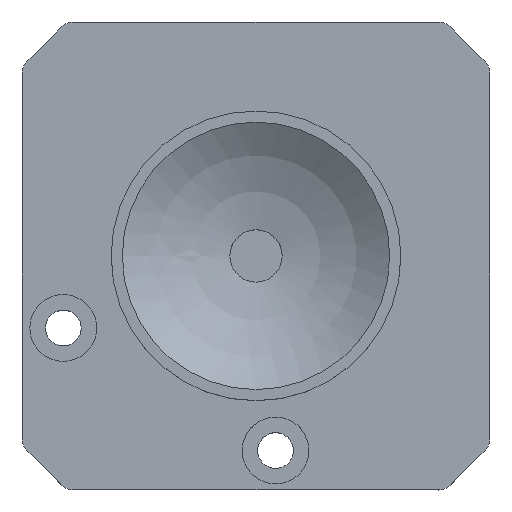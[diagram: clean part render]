
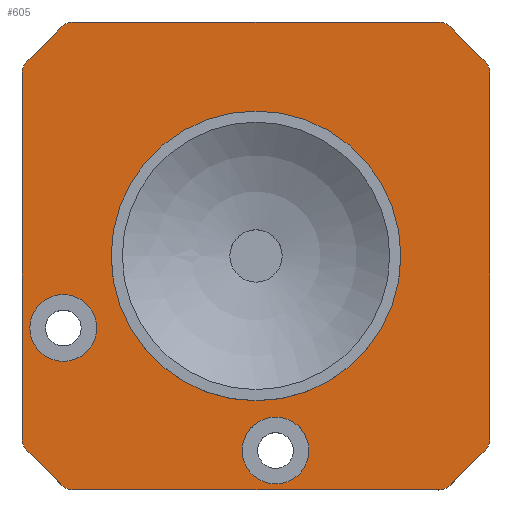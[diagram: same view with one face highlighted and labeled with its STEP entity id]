
A CAD part, top view. The second image highlights one B-rep face of the part: STEP entity #605.
In plain terms, the highlighted planar face has unit normal (0, 0, 1).
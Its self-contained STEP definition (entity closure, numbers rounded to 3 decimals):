
#28=LINE('',#975,#70);
#32=LINE('',#987,#74);
#36=LINE('',#999,#78);
#40=LINE('',#1011,#82);
#44=LINE('',#1023,#86);
#48=LINE('',#1035,#90);
#52=LINE('',#1047,#94);
#56=LINE('',#1059,#98);
#70=VECTOR('',#797,10.);
#74=VECTOR('',#809,10.);
#78=VECTOR('',#821,10.);
#82=VECTOR('',#833,10.);
#86=VECTOR('',#845,10.);
#90=VECTOR('',#857,10.);
#94=VECTOR('',#869,10.);
#98=VECTOR('',#881,10.);
#121=FACE_BOUND('',#206,.T.);
#122=FACE_BOUND('',#207,.T.);
#123=FACE_BOUND('',#208,.T.);
#165=FACE_OUTER_BOUND('',#205,.T.);
#205=EDGE_LOOP('',(#511,#512,#513,#514,#515,#516,#517,#518,#519,#520,#521,
#522,#523,#524,#525,#526));
#206=EDGE_LOOP('',(#527));
#207=EDGE_LOOP('',(#528));
#208=EDGE_LOOP('',(#529));
#218=CIRCLE('',#625,3.);
#222=CIRCLE('',#632,3.);
#238=CIRCLE('',#661,13.);
#240=CIRCLE('',#666,1.5);
#242=CIRCLE('',#670,1.5);
#244=CIRCLE('',#674,1.5);
#246=CIRCLE('',#678,1.5);
#248=CIRCLE('',#682,1.5);
#250=CIRCLE('',#686,1.5);
#252=CIRCLE('',#690,1.5);
#254=CIRCLE('',#694,1.5);
#257=VERTEX_POINT('',#900);
#261=VERTEX_POINT('',#913);
#276=VERTEX_POINT('',#964);
#279=VERTEX_POINT('',#972);
#280=VERTEX_POINT('',#974);
#282=VERTEX_POINT('',#980);
#284=VERTEX_POINT('',#986);
#286=VERTEX_POINT('',#992);
#288=VERTEX_POINT('',#998);
#290=VERTEX_POINT('',#1004);
#292=VERTEX_POINT('',#1010);
#294=VERTEX_POINT('',#1016);
#296=VERTEX_POINT('',#1022);
#298=VERTEX_POINT('',#1028);
#300=VERTEX_POINT('',#1034);
#302=VERTEX_POINT('',#1040);
#304=VERTEX_POINT('',#1046);
#306=VERTEX_POINT('',#1052);
#308=VERTEX_POINT('',#1058);
#311=EDGE_CURVE('',#257,#257,#218,.T.);
#317=EDGE_CURVE('',#261,#261,#222,.T.);
#341=EDGE_CURVE('',#276,#276,#238,.T.);
#344=EDGE_CURVE('',#280,#279,#28,.T.);
#347=EDGE_CURVE('',#282,#280,#240,.T.);
#350=EDGE_CURVE('',#284,#282,#32,.T.);
#353=EDGE_CURVE('',#286,#284,#242,.T.);
#356=EDGE_CURVE('',#288,#286,#36,.T.);
#359=EDGE_CURVE('',#290,#288,#244,.T.);
#362=EDGE_CURVE('',#292,#290,#40,.T.);
#365=EDGE_CURVE('',#294,#292,#246,.T.);
#368=EDGE_CURVE('',#296,#294,#44,.T.);
#371=EDGE_CURVE('',#298,#296,#248,.T.);
#374=EDGE_CURVE('',#300,#298,#48,.T.);
#377=EDGE_CURVE('',#302,#300,#250,.T.);
#380=EDGE_CURVE('',#304,#302,#52,.T.);
#383=EDGE_CURVE('',#306,#304,#252,.T.);
#386=EDGE_CURVE('',#308,#306,#56,.T.);
#389=EDGE_CURVE('',#279,#308,#254,.T.);
#511=ORIENTED_EDGE('',*,*,#389,.T.);
#512=ORIENTED_EDGE('',*,*,#386,.T.);
#513=ORIENTED_EDGE('',*,*,#383,.T.);
#514=ORIENTED_EDGE('',*,*,#380,.T.);
#515=ORIENTED_EDGE('',*,*,#377,.T.);
#516=ORIENTED_EDGE('',*,*,#374,.T.);
#517=ORIENTED_EDGE('',*,*,#371,.T.);
#518=ORIENTED_EDGE('',*,*,#368,.T.);
#519=ORIENTED_EDGE('',*,*,#365,.T.);
#520=ORIENTED_EDGE('',*,*,#362,.T.);
#521=ORIENTED_EDGE('',*,*,#359,.T.);
#522=ORIENTED_EDGE('',*,*,#356,.T.);
#523=ORIENTED_EDGE('',*,*,#353,.T.);
#524=ORIENTED_EDGE('',*,*,#350,.T.);
#525=ORIENTED_EDGE('',*,*,#347,.T.);
#526=ORIENTED_EDGE('',*,*,#344,.T.);
#527=ORIENTED_EDGE('',*,*,#311,.T.);
#528=ORIENTED_EDGE('',*,*,#317,.T.);
#529=ORIENTED_EDGE('',*,*,#341,.T.);
#568=PLANE('',#695);
#605=ADVANCED_FACE('',(#165,#121,#122,#123),#568,.T.);
#625=AXIS2_PLACEMENT_3D('',#901,#707,#708);
#632=AXIS2_PLACEMENT_3D('',#914,#723,#724);
#661=AXIS2_PLACEMENT_3D('',#966,#789,#790);
#666=AXIS2_PLACEMENT_3D('',#981,#803,#804);
#670=AXIS2_PLACEMENT_3D('',#993,#815,#816);
#674=AXIS2_PLACEMENT_3D('',#1005,#827,#828);
#678=AXIS2_PLACEMENT_3D('',#1017,#839,#840);
#682=AXIS2_PLACEMENT_3D('',#1029,#851,#852);
#686=AXIS2_PLACEMENT_3D('',#1041,#863,#864);
#690=AXIS2_PLACEMENT_3D('',#1053,#875,#876);
#694=AXIS2_PLACEMENT_3D('',#1063,#887,#888);
#695=AXIS2_PLACEMENT_3D('',#1064,#889,#890);
#707=DIRECTION('center_axis',(0.,0.,
-1.));
#708=DIRECTION('ref_axis',(1.,0.,0.));
#723=DIRECTION('center_axis',(0.,0.,
-1.));
#724=DIRECTION('ref_axis',(1.,0.,0.));
#789=DIRECTION('center_axis',(0.,0.,
-1.));
#790=DIRECTION('ref_axis',(-1.,0.,0.));
#797=DIRECTION('',(0.707,0.707,0.));
#803=DIRECTION('center_axis',(0.,0.,
1.));
#804=DIRECTION('ref_axis',(0.,-1.,0.));
#809=DIRECTION('',(1.,0.,0.));
#815=DIRECTION('center_axis',(0.,0.,
1.));
#816=DIRECTION('ref_axis',(-0.707,-0.707,0.));
#821=DIRECTION('',(0.707,-0.707,0.));
#827=DIRECTION('center_axis',(0.,0.,
1.));
#828=DIRECTION('ref_axis',(-1.,0.,0.));
#833=DIRECTION('',(0.,-1.,0.));
#839=DIRECTION('center_axis',(0.,0.,
1.));
#840=DIRECTION('ref_axis',(-0.707,0.707,0.));
#845=DIRECTION('',(-0.707,-0.707,0.));
#851=DIRECTION('center_axis',(0.,0.,
1.));
#852=DIRECTION('ref_axis',(0.,1.,0.));
#857=DIRECTION('',(-1.,0.,0.));
#863=DIRECTION('center_axis',(0.,0.,
1.));
#864=DIRECTION('ref_axis',(0.707,0.707,0.));
#869=DIRECTION('',(-0.707,0.707,0.));
#875=DIRECTION('center_axis',(0.,0.,
1.));
#876=DIRECTION('ref_axis',(1.,0.,0.));
#881=DIRECTION('',(0.,1.,0.));
#887=DIRECTION('center_axis',(0.,0.,
1.));
#888=DIRECTION('ref_axis',(0.707,-0.707,0.));
#889=DIRECTION('center_axis',(0.,0.,
1.));
#890=DIRECTION('ref_axis',(1.,0.,0.));
#900=CARTESIAN_POINT('',(10.188,-2.954,-16.691));
#901=CARTESIAN_POINT('Origin',(13.188,-2.954,-16.691));
#913=CARTESIAN_POINT('',(-8.865,8.046,-16.691));
#914=CARTESIAN_POINT('Origin',(-5.865,8.046,-16.691));
#964=CARTESIAN_POINT('',(24.433,14.508,-16.691));
#966=CARTESIAN_POINT('Origin',(11.433,14.508,-16.691));
#972=CARTESIAN_POINT('',(31.994,-2.931,-16.691));
#974=CARTESIAN_POINT('',(28.872,-6.052,-16.691));
#975=CARTESIAN_POINT('',(28.872,-6.052,-16.691));
#980=CARTESIAN_POINT('',(27.812,-6.492,-16.691));
#981=CARTESIAN_POINT('Origin',(27.812,-4.992,-16.691));
#986=CARTESIAN_POINT('',(-4.946,-6.492,-16.691));
#987=CARTESIAN_POINT('',(-4.946,-6.492,-16.691));
#992=CARTESIAN_POINT('',(-6.006,-6.052,-16.691));
#993=CARTESIAN_POINT('Origin',(-4.946,-4.992,-16.691));
#998=CARTESIAN_POINT('',(-9.128,-2.931,-16.691));
#999=CARTESIAN_POINT('',(-9.128,-2.931,-16.691));
#1004=CARTESIAN_POINT('',(-9.567,-1.87,-16.691));
#1005=CARTESIAN_POINT('Origin',(-8.067,-1.87,-16.691));
#1010=CARTESIAN_POINT('',(-9.567,30.887,-16.691));
#1011=CARTESIAN_POINT('',(-9.567,30.887,-16.691));
#1016=CARTESIAN_POINT('',(-9.128,31.948,-16.691));
#1017=CARTESIAN_POINT('Origin',(-8.067,30.887,-16.691));
#1022=CARTESIAN_POINT('',(-6.006,35.069,-16.691));
#1023=CARTESIAN_POINT('',(-6.006,35.069,-16.691));
#1028=CARTESIAN_POINT('',(-4.946,35.508,-16.691));
#1029=CARTESIAN_POINT('Origin',(-4.946,34.008,-16.691));
#1034=CARTESIAN_POINT('',(27.812,35.508,-16.691));
#1035=CARTESIAN_POINT('',(27.812,35.508,-16.691));
#1040=CARTESIAN_POINT('',(28.872,35.069,-16.691));
#1041=CARTESIAN_POINT('Origin',(27.812,34.008,-16.691));
#1046=CARTESIAN_POINT('',(31.994,31.948,-16.691));
#1047=CARTESIAN_POINT('',(31.994,31.948,-16.691));
#1052=CARTESIAN_POINT('',(32.433,30.887,-16.691));
#1053=CARTESIAN_POINT('Origin',(30.933,30.887,-16.691));
#1058=CARTESIAN_POINT('',(32.433,-1.87,-16.691));
#1059=CARTESIAN_POINT('',(32.433,-1.87,-16.691));
#1063=CARTESIAN_POINT('Origin',(30.933,-1.87,-16.691));
#1064=CARTESIAN_POINT('Origin',(11.433,14.508,-16.691));
